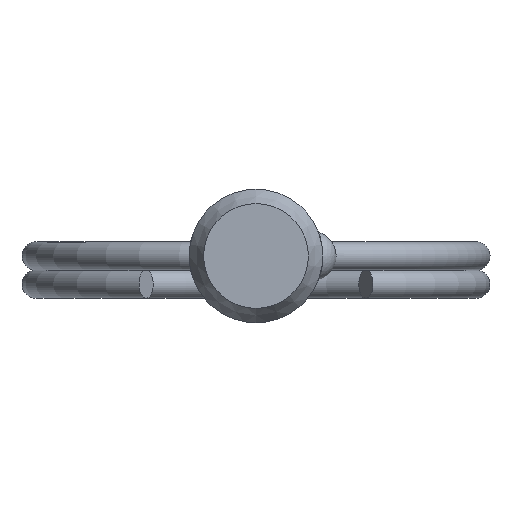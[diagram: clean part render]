
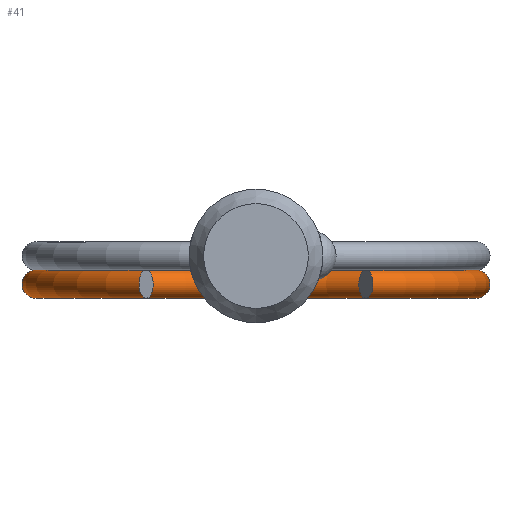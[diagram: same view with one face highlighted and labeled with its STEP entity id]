
A CAD part, front view. The second image highlights one B-rep face of the part: STEP entity #41.
In plain terms, the highlighted toroidal (fillet/blend) face has major radius 13.155 mm and minor radius 0.85 mm.
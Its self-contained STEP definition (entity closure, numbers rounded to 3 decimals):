
#41 = ADVANCED_FACE( '', ( #86, #87 ), #88, .T. );
#86 = FACE_BOUND( '', #146, .T. );
#87 = FACE_OUTER_BOUND( '', #147, .T. );
#88 = TOROIDAL_SURFACE( '', #148, 13.155, 0.85 );
#146 = VERTEX_LOOP( '', #205 );
#147 = EDGE_LOOP( '', ( #206, #207, #208, #209 ) );
#148 = AXIS2_PLACEMENT_3D( '', #210, #211, #212 );
#205 = VERTEX_POINT( '', #286 );
#206 = ORIENTED_EDGE( '', *, *, #283, .F. );
#207 = ORIENTED_EDGE( '', *, *, #287, .T. );
#208 = ORIENTED_EDGE( '', *, *, #288, .T. );
#209 = ORIENTED_EDGE( '', *, *, #289, .T. );
#210 = CARTESIAN_POINT( '', ( 0., 72., -1.69 ) );
#211 = DIRECTION( '', ( 0., 0., -1. ) );
#212 = DIRECTION( '', ( -1., 0., 0. ) );
#283 = EDGE_CURVE( '', #316, #317, #318, .T. );
#286 = CARTESIAN_POINT( '', ( -14.005, 72., -1.69 ) );
#287 = EDGE_CURVE( '', #316, #321, #322, .T. );
#288 = EDGE_CURVE( '', #321, #323, #324, .T. );
#289 = EDGE_CURVE( '', #323, #317, #325, .T. );
#316 = VERTEX_POINT( '', #359 );
#317 = VERTEX_POINT( '', #360 );
#318 = CIRCLE( '', #361, 0.85 );
#321 = VERTEX_POINT( '', #364 );
#322 = CIRCLE( '', #365, 13.063 );
#323 = VERTEX_POINT( '', #366 );
#324 = CIRCLE( '', #367, 0.85 );
#325 = CIRCLE( '', #368, 13.247 );
#359 = CARTESIAN_POINT( '', ( 6.531, 60.687, -0.845 ) );
#360 = CARTESIAN_POINT( '', ( 6.624, 60.528, -0.845 ) );
#361 = AXIS2_PLACEMENT_3D( '', #579, #580, #581 );
#364 = CARTESIAN_POINT( '', ( -6.531, 60.687, -0.845 ) );
#365 = AXIS2_PLACEMENT_3D( '', #585, #586, #587 );
#366 = CARTESIAN_POINT( '', ( -6.624, 60.528, -0.845 ) );
#367 = AXIS2_PLACEMENT_3D( '', #588, #589, #590 );
#368 = AXIS2_PLACEMENT_3D( '', #591, #592, #593 );
#579 = CARTESIAN_POINT( '', ( 6.578, 60.607, -1.69 ) );
#580 = DIRECTION( '', ( -0.866, -0.5, 0. ) );
#581 = DIRECTION( '', ( 0., 0., -1. ) );
#585 = CARTESIAN_POINT( '', ( 0., 72., -0.845 ) );
#586 = DIRECTION( '', ( 0., 0., 1. ) );
#587 = DIRECTION( '', ( 1., 0., 0. ) );
#588 = CARTESIAN_POINT( '', ( -6.577, 60.607, -1.69 ) );
#589 = DIRECTION( '', ( -0.866, 0.5, 0. ) );
#590 = DIRECTION( '', ( 0., 0., -1. ) );
#591 = CARTESIAN_POINT( '', ( 0., 72., -0.845 ) );
#592 = DIRECTION( '', ( 0., 0., -1. ) );
#593 = DIRECTION( '', ( -1., 0., 0. ) );
